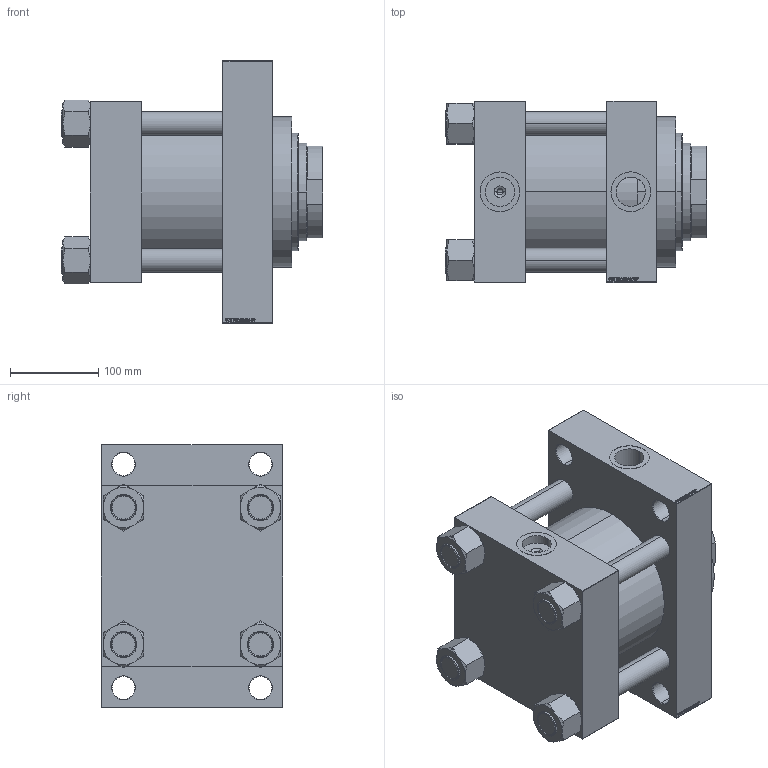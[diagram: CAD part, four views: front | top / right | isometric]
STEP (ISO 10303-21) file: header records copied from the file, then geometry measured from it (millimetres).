
FILE_DESCRIPTION (( 'STEP AP203' ), '1' );
FILE_NAME ('d583.STEP', '2022-04-16T22:39:41', ( '' ), ( '' ), 'SwSTEP 2.0', 'SolidWorks 2019', '' );
FILE_SCHEMA (( 'CONFIG_CONTROL_DESIGN' ));
Length unit declared in the file: millimetre
Products named in the file (6): V215CD_D_Body 7a5f7ad32ab667e5147eeba818255c73; V215CD_VC_A 7a5f7ad32ab667e5147eeba818255c73; V215CD_NUT_M5_D 7a5f7ad32ab667e5147eeba818255c73; d583; V215CD_VCP_D 7a5f7ad32ab667e5147eeba818255c73; V215CD_D_TYCINKA 7a5f7ad32ab667e5147eeba818255c73
Assembly tree (11 placements, depth 2):
  d583
    V215CD_D_Body 7a5f7ad32ab667e5147eeba818255c73
    V215CD_VC_A 7a5f7ad32ab667e5147eeba818255c73
    V215CD_VCP_D 7a5f7ad32ab667e5147eeba818255c73
    V215CD_D_TYCINKA 7a5f7ad32ab667e5147eeba818255c73  x4
    V215CD_NUT_M5_D 7a5f7ad32ab667e5147eeba818255c73  x4
Bounding box: 296 x 205 x 297 mm (x, y, z)
Volume: 8127291 mm3; surface area: 778829.1 mm2
Topology: 11 solids, 11 shells, 1159 faces, 2927 edges, 1903 vertices
Faces by surface type: plane 547, bspline 368, cone 144, cylinder 92, torus 8
Entity records: 47975 total; most frequent: CARTESIAN_POINT 25268, ORIENTED_EDGE 5118, DIRECTION 3309, EDGE_CURVE 2559, VERTEX_POINT 1681, VECTOR 1533, LINE 1533, EDGE_LOOP 1136
